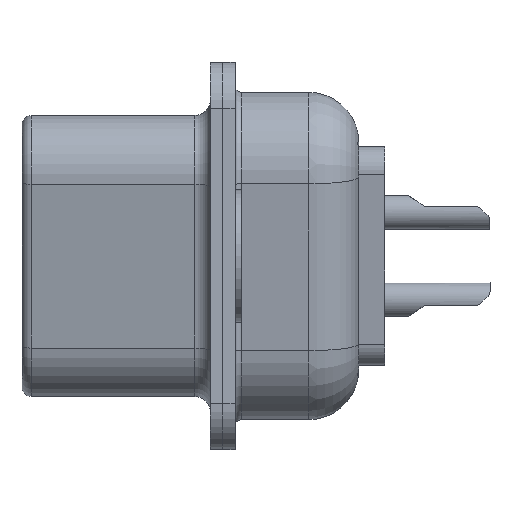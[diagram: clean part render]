
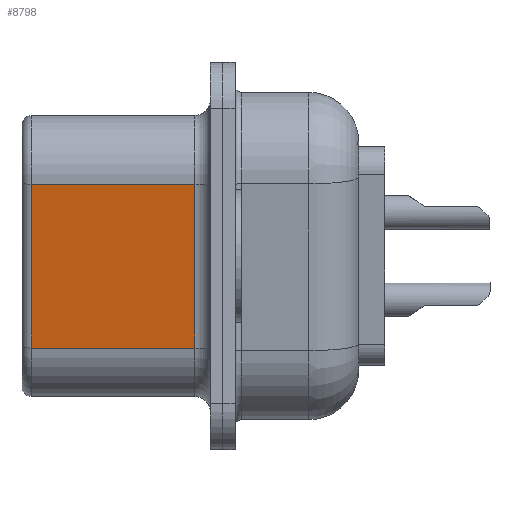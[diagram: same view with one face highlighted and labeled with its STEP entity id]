
A CAD part, left-side view. The second image highlights one B-rep face of the part: STEP entity #8798.
In plain terms, the highlighted planar face has unit normal (-0.985, 0, -0.174).
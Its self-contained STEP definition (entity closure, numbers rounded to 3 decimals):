
#345=PLANE('',#9637);
#1224=LINE('',#14541,#1945);
#1256=LINE('',#14614,#1977);
#1257=LINE('',#14620,#1978);
#1258=LINE('',#14621,#1979);
#1945=VECTOR('',#11735,1000.);
#1977=VECTOR('',#11787,1000.);
#1978=VECTOR('',#11794,1000.);
#1979=VECTOR('',#11795,1000.);
#3890=ORIENTED_EDGE('',*,*,#5379,.F.);
#3891=ORIENTED_EDGE('',*,*,#5419,.T.);
#3892=ORIENTED_EDGE('',*,*,#5416,.T.);
#3893=ORIENTED_EDGE('',*,*,#5420,.T.);
#5379=EDGE_CURVE('',#6281,#6282,#1224,.T.);
#5416=EDGE_CURVE('',#6313,#6314,#1256,.F.);
#5419=EDGE_CURVE('',#6281,#6313,#1257,.F.);
#5420=EDGE_CURVE('',#6314,#6282,#1258,.F.);
#6281=VERTEX_POINT('',#14540);
#6282=VERTEX_POINT('',#14542);
#6313=VERTEX_POINT('',#14615);
#6314=VERTEX_POINT('',#14616);
#7006=EDGE_LOOP('',(#3890,#3891,#3892,#3893));
#7615=FACE_BOUND('',#7006,.T.);
#8798=ADVANCED_FACE('',(#7615),#345,.F.);
#9637=AXIS2_PLACEMENT_3D('',#14619,#11792,#11793);
#11735=DIRECTION('',(0.,-1.,0.));
#11787=DIRECTION('',(0.,1.,0.));
#11792=DIRECTION('',(0.985,0.,0.174));
#11793=DIRECTION('',(0.174,0.,-0.985));
#11794=DIRECTION('',(-0.174,0.,0.985));
#11795=DIRECTION('',(0.174,0.,-0.985));
#14540=CARTESIAN_POINT('',(-13.061,5.8,2.32));
#14541=CARTESIAN_POINT('',(-13.061,6.1,2.32));
#14542=CARTESIAN_POINT('',(-13.061,0.5,2.32));
#14614=CARTESIAN_POINT('',(-12.127,6.1,-2.98));
#14615=CARTESIAN_POINT('',(-12.127,5.8,-2.98));
#14616=CARTESIAN_POINT('',(-12.127,0.5,-2.98));
#14619=CARTESIAN_POINT('',(-12.127,6.1,-2.98));
#14620=CARTESIAN_POINT('',(-12.127,5.8,-2.98));
#14621=CARTESIAN_POINT('',(-12.127,0.5,-2.98));
